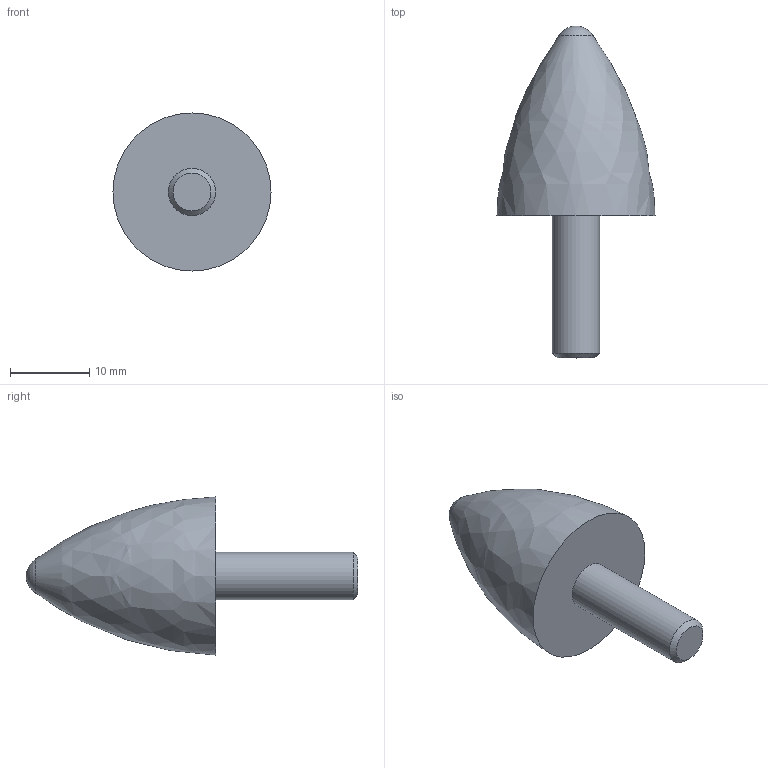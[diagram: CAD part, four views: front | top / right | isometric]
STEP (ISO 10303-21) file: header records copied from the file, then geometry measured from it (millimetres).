
FILE_DESCRIPTION( ( 'STEP AP214' ), '1' );
FILE_NAME( 'K0574.02002455.stp', '2020-12-09T08:49:32', ( '' ), ( '' ), ' ', 'PARTsolutions', ' ' );
FILE_SCHEMA( ( 'AUTOMOTIVE_DESIGN { 1 0 10303 214 1 1 1 1 }' ) );
Length unit declared in the file: millimetre
Products named in the file (1): _K0574.02002455
Bounding box: 20 x 42 x 20 mm (x, y, z)
Volume: 4798.6 mm3; surface area: 1778.9 mm2
Topology: 1 solids, 1 shells, 6 faces, 11 edges, 7 vertices
Faces by surface type: plane 2, cone 1, cylinder 1, bspline 1, sphere 1
Full cylindrical faces by diameter (mm): 6 x1
Entity records: 205 total; most frequent: CARTESIAN_POINT 45, DIRECTION 22, AXIS2_PLACEMENT_3D 11, EDGE_LOOP 10, ORIENTED_EDGE 10, FACE_OUTER_BOUND 8, STYLED_ITEM 6, PRESENTATION_STYLE_ASSIGNMENT 6
